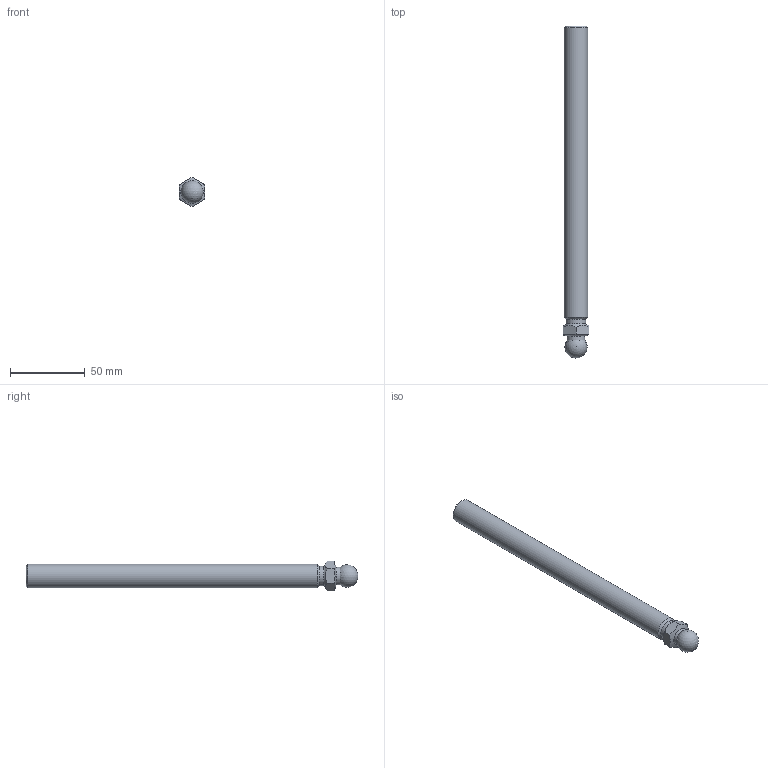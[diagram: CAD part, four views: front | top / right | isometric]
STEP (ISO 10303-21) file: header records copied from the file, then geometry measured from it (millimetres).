
FILE_DESCRIPTION (( 'STEP AP214' ), '1' );
FILE_NAME ('098dm16200m.STEP', '2014-11-18T14:43:23', ( 'Admin' ), ( 'Hewlett-Packard Company' ), 'SwSTEP 2.0', 'SolidWorks 2014', '' );
FILE_SCHEMA (( 'AUTOMOTIVE_DESIGN' ));
Length unit declared in the file: millimetre
Products named in the file (1): 098dm16200m
Bounding box: 17 x 221.94 x 19.63 mm (x, y, z)
Volume: 43531.6 mm3; surface area: 11458.4 mm2
Topology: 1 solids, 1 shells, 17 faces, 40 edges, 25 vertices
Faces by surface type: plane 8, cone 4, cylinder 3, torus 1, sphere 1
Full cylindrical faces by diameter (mm): 12 x1, 13.2 x1, 16 x1
Entity records: 547 total; most frequent: CARTESIAN_POINT 190, DIRECTION 60, ORIENTED_EDGE 54, EDGE_CURVE 27, AXIS2_PLACEMENT_3D 27, EDGE_LOOP 26, VERTEX_POINT 21, FACE_OUTER_BOUND 21
